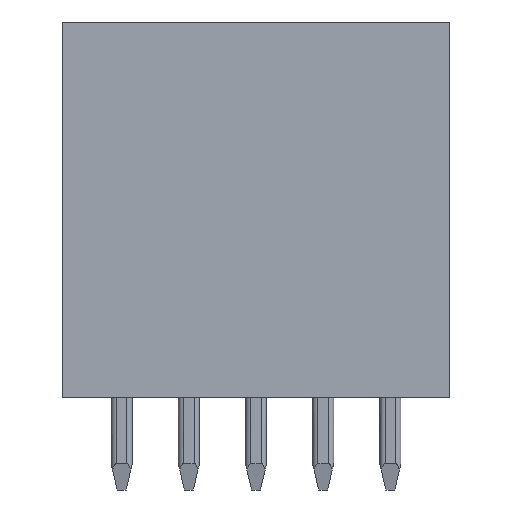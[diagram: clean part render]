
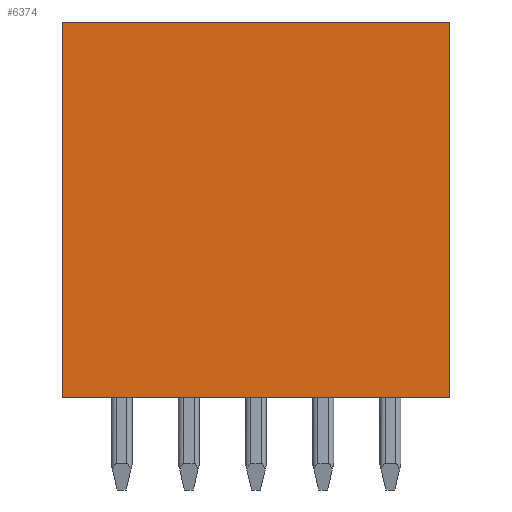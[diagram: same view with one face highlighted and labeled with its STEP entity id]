
A CAD part, left-side view. The second image highlights one B-rep face of the part: STEP entity #6374.
In plain terms, the highlighted planar face has unit normal (-1, 0, 0).
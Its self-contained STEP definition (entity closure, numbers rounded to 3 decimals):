
#81=DIRECTION('',(0.,1.,0.));
#82=VECTOR('',#81,14.66);
#83=CARTESIAN_POINT('',(-5.25,-12.41,7.1));
#84=LINE('',#83,#82);
#406=DIRECTION('',(0.,-1.,0.));
#407=VECTOR('',#406,14.66);
#408=CARTESIAN_POINT('',(-5.25,2.25,-7.1));
#409=LINE('',#408,#407);
#5115=DIRECTION('',(0.,0.,-1.));
#5116=VECTOR('',#5115,14.2);
#5117=CARTESIAN_POINT('',(-5.25,-12.41,7.1));
#5118=LINE('',#5117,#5116);
#5139=DIRECTION('',(0.,0.,1.));
#5140=VECTOR('',#5139,14.2);
#5141=CARTESIAN_POINT('',(-5.25,2.25,-7.1));
#5142=LINE('',#5141,#5140);
#5235=CARTESIAN_POINT('',(-5.25,2.25,-7.1));
#5236=VERTEX_POINT('',#5235);
#5237=CARTESIAN_POINT('',(-5.25,2.25,7.1));
#5238=VERTEX_POINT('',#5237);
#5239=CARTESIAN_POINT('',(-5.25,-12.41,7.1));
#5240=CARTESIAN_POINT('',(-5.25,-12.41,-7.1));
#5241=VERTEX_POINT('',#5239);
#5242=VERTEX_POINT('',#5240);
#6359=CARTESIAN_POINT('',(-5.25,-11.43,-7.1));
#6360=DIRECTION('',(-1.,0.,0.));
#6361=DIRECTION('',(0.,0.,1.));
#6362=AXIS2_PLACEMENT_3D('',#6359,#6360,#6361);
#6363=PLANE('',#6362);
#6365=ORIENTED_EDGE('',*,*,#6364,.F.);
#6367=ORIENTED_EDGE('',*,*,#6366,.T.);
#6369=ORIENTED_EDGE('',*,*,#6368,.F.);
#6371=ORIENTED_EDGE('',*,*,#6370,.T.);
#6372=EDGE_LOOP('',(#6365,#6367,#6369,#6371));
#6373=FACE_OUTER_BOUND('',#6372,.F.);
#6374=ADVANCED_FACE('',(#6373),#6363,.T.);
#6364=EDGE_CURVE('',#5241,#5238,#84,.T.);
#6366=EDGE_CURVE('',#5241,#5242,#5118,.T.);
#6368=EDGE_CURVE('',#5236,#5242,#409,.T.);
#6370=EDGE_CURVE('',#5236,#5238,#5142,.T.);
